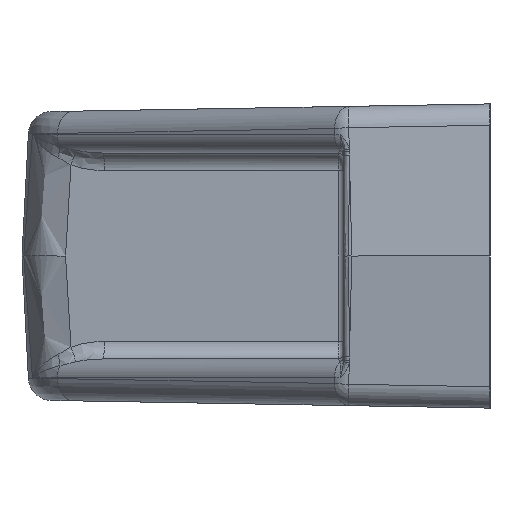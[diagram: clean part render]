
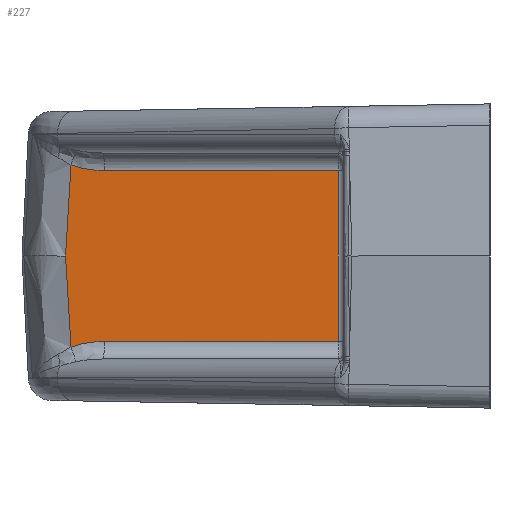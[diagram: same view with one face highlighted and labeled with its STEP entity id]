
A CAD part, left-side view. The second image highlights one B-rep face of the part: STEP entity #227.
In plain terms, the highlighted planar face has unit normal (-0.996, 0.087, 0).
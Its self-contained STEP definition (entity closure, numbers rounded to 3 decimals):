
#227=ADVANCED_FACE('',(#407),#408,.F.);
#407=FACE_OUTER_BOUND('',#956,.T.);
#408=PLANE('',#957);
#956=EDGE_LOOP('',(#2535,#2536,#2537,#2538,#2539,#2540,#2541));
#957=AXIS2_PLACEMENT_3D('',#2542,#2543,#2544);
#2535=ORIENTED_EDGE('',*,*,#3529,.F.);
#2536=ORIENTED_EDGE('',*,*,#3530,.F.);
#2537=ORIENTED_EDGE('',*,*,#3531,.F.);
#2538=ORIENTED_EDGE('',*,*,#3532,.F.);
#2539=ORIENTED_EDGE('',*,*,#3533,.F.);
#2540=ORIENTED_EDGE('',*,*,#3534,.F.);
#2541=ORIENTED_EDGE('',*,*,#3535,.F.);
#2542=CARTESIAN_POINT('',(-50.918,12.5,-8.8));
#2543=DIRECTION('',(0.996,-0.087,0.0));
#2544=DIRECTION('',(0.087,0.996,0.0));
#3529=EDGE_CURVE('',#3960,#3961,#3962,.F.);
#3530=EDGE_CURVE('',#3963,#3960,#3964,.T.);
#3531=EDGE_CURVE('',#3965,#3963,#3966,.T.);
#3532=EDGE_CURVE('',#3967,#3965,#3968,.T.);
#3533=EDGE_CURVE('',#3969,#3967,#3970,.T.);
#3534=EDGE_CURVE('',#3971,#3969,#3972,.T.);
#3535=EDGE_CURVE('',#3961,#3971,#3973,.F.);
#3960=VERTEX_POINT('',#4775);
#3961=VERTEX_POINT('',#4776);
#3962=LINE('',#4777,#4778);
#3963=VERTEX_POINT('',#4779);
#3964=B_SPLINE_CURVE_WITH_KNOTS('',3,(#4780,#4781,#4782,#4783),.UNSPECIFIED.,.F.,.F.,(4,4),(0.0,1.0),.UNSPECIFIED.);
#3965=VERTEX_POINT('',#4784);
#3966=(B_SPLINE_CURVE(3,(#4786,#4787,#4788,#4789),.UNSPECIFIED.,.F.,.F.)B_SPLINE_CURVE_WITH_KNOTS((4,4),(0.0,1.0),.UNSPECIFIED.)RATIONAL_B_SPLINE_CURVE((1.,1.,1.,1.))BOUNDED_CURVE()REPRESENTATION_ITEM('')GEOMETRIC_REPRESENTATION_ITEM()CURVE());
#3967=VERTEX_POINT('',#4796);
#3968=(B_SPLINE_CURVE(3,(#4798,#4799,#4800,#4801),.UNSPECIFIED.,.F.,.F.)B_SPLINE_CURVE_WITH_KNOTS((4,4),(0.0,1.0),.UNSPECIFIED.)RATIONAL_B_SPLINE_CURVE((1.,1.,1.,1.))BOUNDED_CURVE()REPRESENTATION_ITEM('')GEOMETRIC_REPRESENTATION_ITEM()CURVE());
#3969=VERTEX_POINT('',#4808);
#3970=B_SPLINE_CURVE_WITH_KNOTS('',3,(#4809,#4810,#4811,#4812),.UNSPECIFIED.,.F.,.F.,(4,4),(0.0,1.0),.UNSPECIFIED.);
#3971=VERTEX_POINT('',#4813);
#3972=LINE('',#4814,#4815);
#3973=LINE('',#4816,#4817);
#4775=CARTESIAN_POINT('',(-49.128,32.958,7.3));
#4776=CARTESIAN_POINT('',(-50.878,12.956,7.3));
#4777=CARTESIAN_POINT('',(-50.918,12.5,7.3));
#4778=VECTOR('',#6113,1.0);
#4779=CARTESIAN_POINT('',(-48.879,35.809,7.789));
#4780=CARTESIAN_POINT('',(-48.879,35.809,7.789));
#4781=CARTESIAN_POINT('',(-48.952,34.966,7.472));
#4782=CARTESIAN_POINT('',(-49.04,33.965,7.3));
#4783=CARTESIAN_POINT('',(-49.128,32.958,7.3));
#4784=CARTESIAN_POINT('',(-48.838,36.276,0.));
#4786=CARTESIAN_POINT('',(-48.838,36.276,0.));
#4787=CARTESIAN_POINT('',(-48.851,36.121,2.649));
#4788=CARTESIAN_POINT('',(-48.865,35.965,5.249));
#4789=CARTESIAN_POINT('',(-48.879,35.809,7.789));
#4796=CARTESIAN_POINT('',(-48.879,35.809,-7.789));
#4798=CARTESIAN_POINT('',(-48.879,35.809,-7.789));
#4799=CARTESIAN_POINT('',(-48.865,35.965,-5.249));
#4800=CARTESIAN_POINT('',(-48.851,36.121,-2.649));
#4801=CARTESIAN_POINT('',(-48.838,36.276,0.));
#4808=CARTESIAN_POINT('',(-49.128,32.958,-7.3));
#4809=CARTESIAN_POINT('',(-49.128,32.958,-7.3));
#4810=CARTESIAN_POINT('',(-49.04,33.965,-7.3));
#4811=CARTESIAN_POINT('',(-48.952,34.966,-7.472));
#4812=CARTESIAN_POINT('',(-48.879,35.809,-7.789));
#4813=CARTESIAN_POINT('',(-50.878,12.956,-7.3));
#4814=CARTESIAN_POINT('',(-50.918,12.5,-7.3));
#4815=VECTOR('',#6114,1.0);
#4816=CARTESIAN_POINT('',(-50.878,12.956,-8.8));
#4817=VECTOR('',#6115,1.0);
#6113=DIRECTION('',(0.087,0.996,0.0));
#6114=DIRECTION('',(0.087,0.996,0.0));
#6115=DIRECTION('',(0.0,0.0,1.0));
